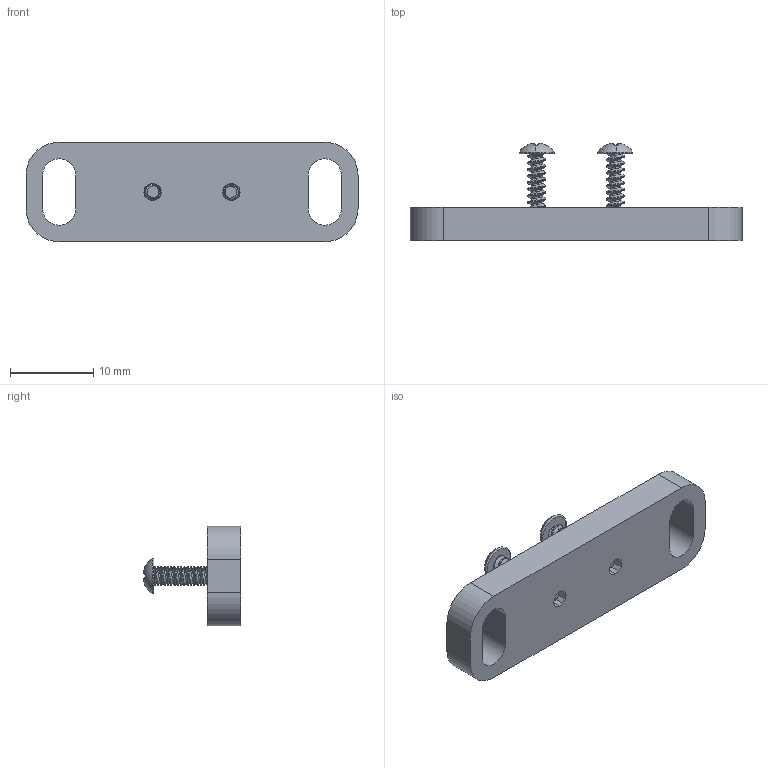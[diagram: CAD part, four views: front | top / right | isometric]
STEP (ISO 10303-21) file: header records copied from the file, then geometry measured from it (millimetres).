
FILE_DESCRIPTION (( 'STEP AP203' ), '1' );
FILE_NAME ('1207-0032-0001 assembly.STEP', '2020-05-04T14:28:14', ( '' ), ( '' ), 'SwSTEP 2.0', 'SolidWorks 2016', '' );
FILE_SCHEMA (( 'CONFIG_CONTROL_DESIGN' ));
Length unit declared in the file: millimetre
Products named in the file (3): 1207-0032-0001 screw_92525A118; 1207-0032-0001 assembly; 1207-0032-0001
Assembly tree (3 placements, depth 2):
  1207-0032-0001 assembly
    1207-0032-0001
    1207-0032-0001 screw_92525A118  x2
Bounding box: 40 x 11.71 x 12 mm (x, y, z)
Volume: 1673.7 mm3; surface area: 1648.9 mm2
Topology: 3 solids, 3 shells, 252 faces, 732 edges, 488 vertices
Faces by surface type: cylinder 104, plane 74, bspline 48, cone 18, sphere 4, torus 4
Entity records: 6700 total; most frequent: CARTESIAN_POINT 2919, ORIENTED_EDGE 858, DIRECTION 599, EDGE_CURVE 429, VERTEX_POINT 286, VECTOR 209, LINE 209, AXIS2_PLACEMENT_3D 195
